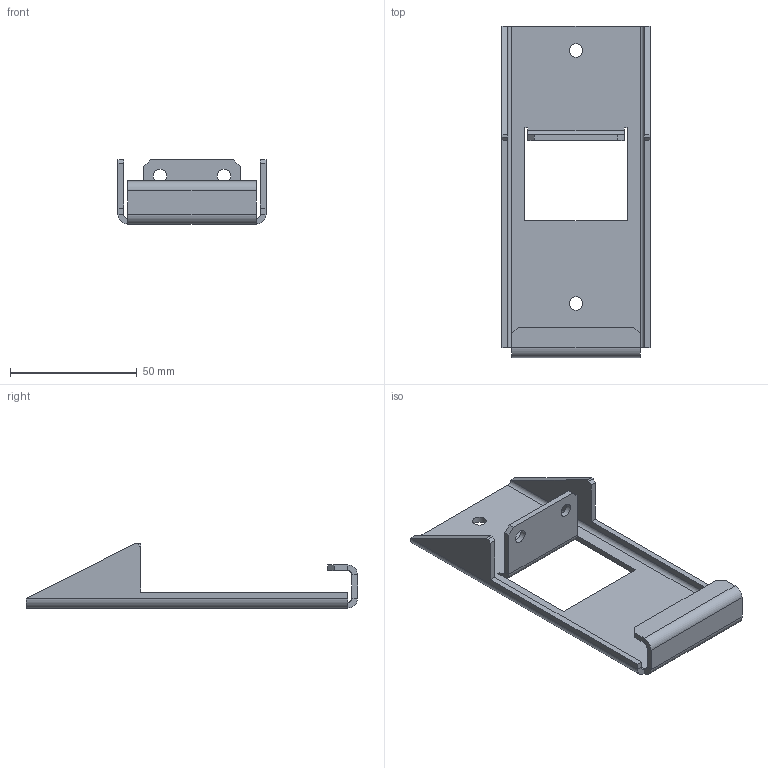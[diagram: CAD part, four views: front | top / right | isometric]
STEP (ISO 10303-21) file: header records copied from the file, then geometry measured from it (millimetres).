
FILE_DESCRIPTION(/* description */ (''),/* implementation_level */ '2;1');
FILE_NAME(/* name */ 'am-3674.ipt.stp',/* time_stamp */ '2017-12-14T10:11:11-08:00',/* author */ ('Autodesk Inc.'),/* organization */ ('Autodesk Inc.'),/* preprocessor_version */ 'ST-DEVELOPER v16.13',/* originating_system */ 'Autodesk Inventor 2018',/* authorisation */ '');
FILE_SCHEMA (('CONFIG_CONTROL_DESIGN','AUTOMOTIVE_DESIGN { 1 0 10303 214 3 1 1 }'));
Length unit declared in the file: inch
Products named in the file (1): am-3674
Bounding box: 58.55 x 130.87 x 25.4 mm (x, y, z)
Volume: 22215.4 mm3; surface area: 21140.4 mm2
Topology: 1 solids, 1 shells, 68 faces, 158 edges, 92 vertices
Faces by surface type: plane 54, cylinder 14
Full cylindrical faces by diameter (mm): 5.334 x4
Entity records: 1911 total; most frequent: DIRECTION 320, CARTESIAN_POINT 315, ORIENTED_EDGE 308, EDGE_CURVE 154, LINE 126, VECTOR 126, AXIS2_PLACEMENT_3D 97, VERTEX_POINT 92
